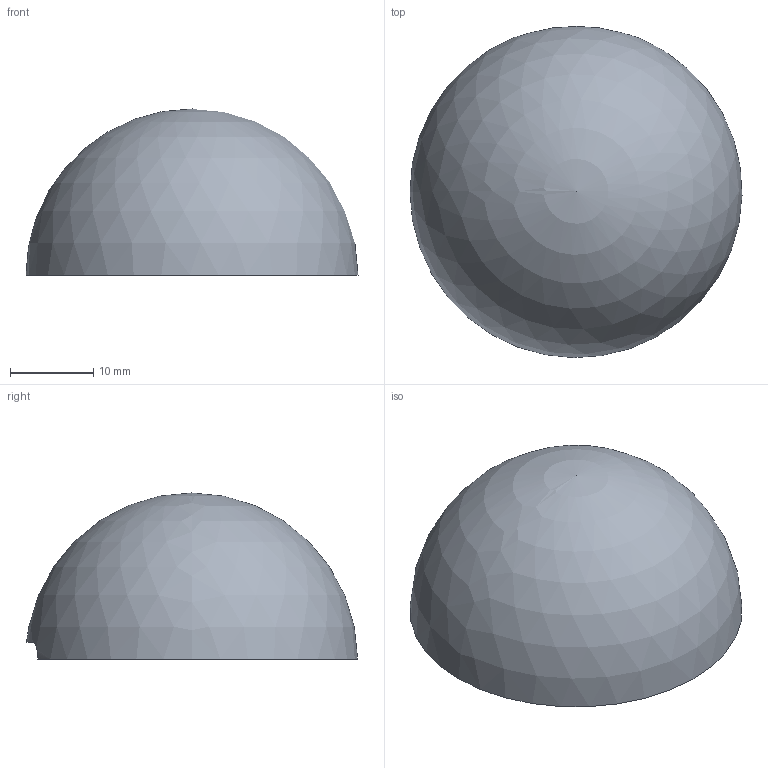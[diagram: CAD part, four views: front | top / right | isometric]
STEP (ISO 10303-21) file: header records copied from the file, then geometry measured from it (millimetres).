
FILE_DESCRIPTION(/* description */ (''),/* implementation_level */ '2;1');
FILE_NAME(/* name */ 'LED_Hat.step',/* time_stamp */ '2025-07-05T21:26:14+02:00',/* author */ (''),/* organization */ (''),/* preprocessor_version */ 'ST-DEVELOPER v20.1',/* originating_system */ 'Autodesk Translation Framework v14.10.0.0',/* authorisation */ '');
FILE_SCHEMA (('AUTOMOTIVE_DESIGN { 1 0 10303 214 3 1 1 }'));
Length unit declared in the file: millimetre
Products named in the file (1): LED_Hat
Bounding box: 39.99 x 39.9 x 20 mm (x, y, z)
Volume: 3450.7 mm3; surface area: 4790.9 mm2
Topology: 1 solids, 1 shells, 6 faces, 18 edges, 12 vertices
Faces by surface type: cylinder 2, plane 2, sphere 2
Entity records: 265 total; most frequent: CARTESIAN_POINT 75, DIRECTION 34, ORIENTED_EDGE 32, EDGE_CURVE 16, AXIS2_PLACEMENT_3D 15, VERTEX_POINT 12, CIRCLE 8, FACE_OUTER_BOUND 6
